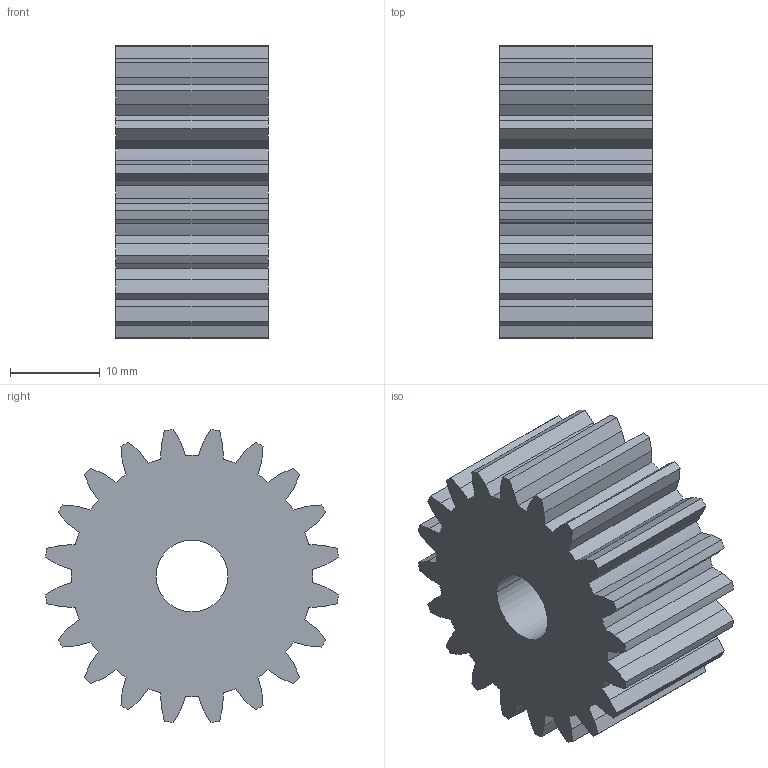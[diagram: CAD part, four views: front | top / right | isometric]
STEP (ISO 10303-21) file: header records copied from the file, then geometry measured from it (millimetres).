
FILE_DESCRIPTION( ( '' ), '1' );
FILE_NAME( '22811020.stp', '2011-01-18T14:00:47', ( '' ), ( '' ), ' ', ' ', ' ' );
FILE_SCHEMA( ( 'CONFIG_CONTROL_DESIGN' ) );
Length unit declared in the file: millimetre
Products named in the file (1): 1
Bounding box: 17 x 32.74 x 32.74 mm (x, y, z)
Volume: 10990 mm3; surface area: 4725.8 mm2
Topology: 1 solids, 1 shells, 124 faces, 366 edges, 244 vertices
Faces by surface type: plane 82, cylinder 42
Entity records: 4182 total; most frequent: CARTESIAN_POINT 735, ORIENTED_EDGE 732, DIRECTION 700, EDGE_CURVE 366, LINE 282, VECTOR 282, VERTEX_POINT 244, AXIS2_PLACEMENT_3D 209
